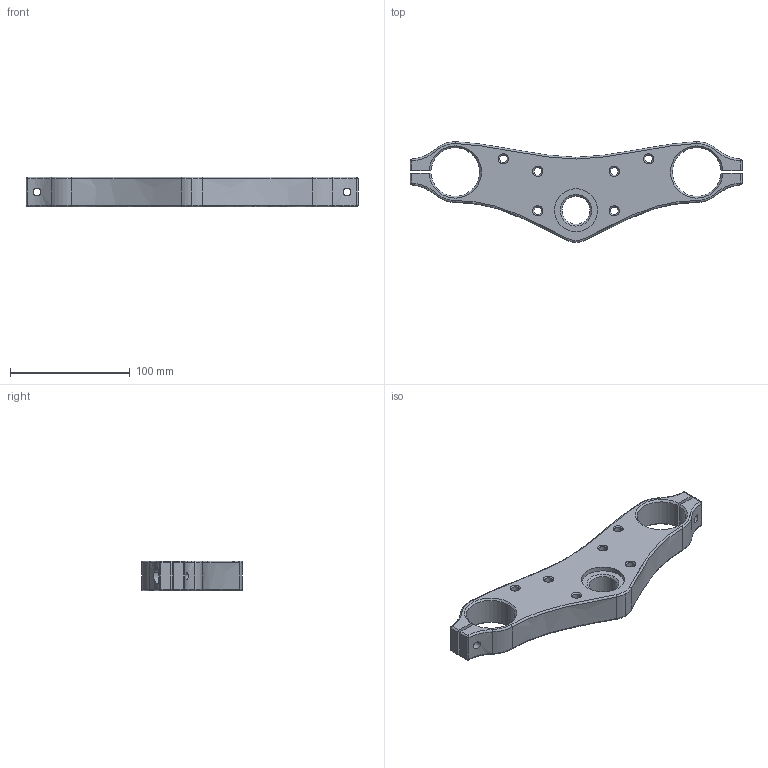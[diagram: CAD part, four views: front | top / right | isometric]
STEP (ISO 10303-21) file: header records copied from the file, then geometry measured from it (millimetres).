
FILE_DESCRIPTION(('CATIA V5 STEP Exchange'),'2;1');
FILE_NAME('Te superieur v2.stp','2020-05-11T12:27:09+00:00',('none'),('none'),'CATIA Version 5 Release 18 GA (IN-10)','CATIA V5 STEP AP203','none');
FILE_SCHEMA(('CONFIG_CONTROL_DESIGN'));
Length unit declared in the file: millimetre
Products named in the file (1): Te superieur v2
Bounding box: 277.73 x 84.13 x 25 mm (x, y, z)
Volume: 265798.5 mm3; surface area: 49837.3 mm2
Topology: 1 solids, 1 shells, 141 faces, 340 edges, 196 vertices
Faces by surface type: cylinder 50, cone 36, bspline 16, plane 13, torus 10, sphere 8, extrusion 8
Entity records: 5815 total; most frequent: CARTESIAN_POINT 2821, ORIENTED_EDGE 664, DIRECTION 458, EDGE_CURVE 332, AXIS2_PLACEMENT_3D 245, VERTEX_POINT 196, EDGE_LOOP 166, CIRCLE 152
